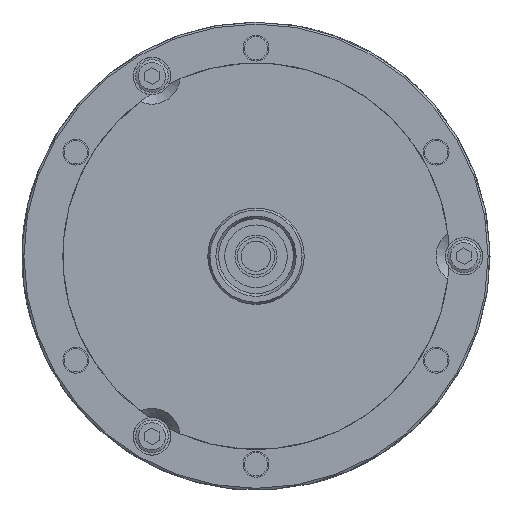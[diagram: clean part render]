
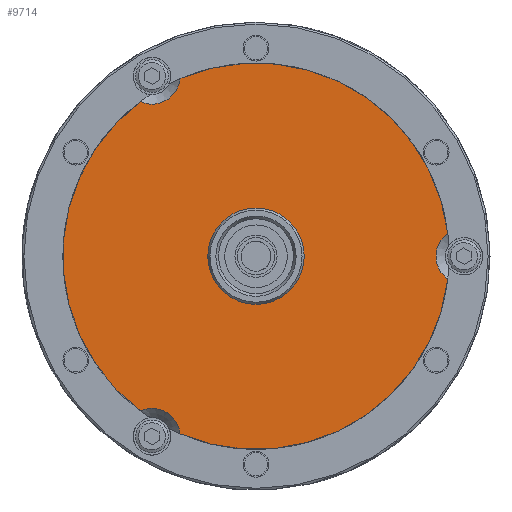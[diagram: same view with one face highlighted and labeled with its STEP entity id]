
A CAD part, left-side view. The second image highlights one B-rep face of the part: STEP entity #9714.
In plain terms, the highlighted planar face has unit normal (-1, 0, 0).
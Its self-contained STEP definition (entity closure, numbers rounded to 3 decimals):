
#392=CIRCLE('',#10473,6.);
#396=CIRCLE('',#10479,6.);
#398=CIRCLE('',#10482,10.3);
#399=CIRCLE('',#10483,6.);
#400=CIRCLE('',#10484,41.275);
#401=CIRCLE('',#10485,41.275);
#402=CIRCLE('',#10486,41.275);
#1551=ORIENTED_EDGE('',*,*,#3837,.T.);
#1552=ORIENTED_EDGE('',*,*,#3838,.F.);
#1553=ORIENTED_EDGE('',*,*,#3839,.F.);
#1554=ORIENTED_EDGE('',*,*,#3828,.F.);
#1555=ORIENTED_EDGE('',*,*,#3840,.F.);
#1556=ORIENTED_EDGE('',*,*,#3834,.F.);
#1557=ORIENTED_EDGE('',*,*,#3841,.F.);
#3828=EDGE_CURVE('',#5006,#5007,#392,.T.);
#3834=EDGE_CURVE('',#5012,#5013,#396,.T.);
#3837=EDGE_CURVE('',#5015,#5015,#398,.T.);
#3838=EDGE_CURVE('',#5016,#5017,#399,.T.);
#3839=EDGE_CURVE('',#5007,#5016,#400,.T.);
#3840=EDGE_CURVE('',#5013,#5006,#401,.T.);
#3841=EDGE_CURVE('',#5017,#5012,#402,.T.);
#5006=VERTEX_POINT('',#15302);
#5007=VERTEX_POINT('',#15304);
#5012=VERTEX_POINT('',#15322);
#5013=VERTEX_POINT('',#15324);
#5015=VERTEX_POINT('',#15333);
#5016=VERTEX_POINT('',#15335);
#5017=VERTEX_POINT('',#15336);
#7469=EDGE_LOOP('',(#1551));
#7470=EDGE_LOOP('',(#1552,#1553,#1554,#1555,#1556,#1557));
#8399=FACE_BOUND('',#7469,.T.);
#8400=FACE_BOUND('',#7470,.T.);
#9288=PLANE('',#10481);
#9714=ADVANCED_FACE('',(#8399,#8400),#9288,.T.);
#10473=AXIS2_PLACEMENT_3D('',#15303,#12224,#12225);
#10479=AXIS2_PLACEMENT_3D('',#15323,#12236,#12237);
#10481=AXIS2_PLACEMENT_3D('',#15331,#12240,#12241);
#10482=AXIS2_PLACEMENT_3D('',#15332,#12242,#12243);
#10483=AXIS2_PLACEMENT_3D('',#15334,#12244,#12245);
#10484=AXIS2_PLACEMENT_3D('',#15337,#12246,#12247);
#10485=AXIS2_PLACEMENT_3D('',#15338,#12248,#12249);
#10486=AXIS2_PLACEMENT_3D('',#15339,#12250,#12251);
#12224=DIRECTION('',(-1.,0.,0.));
#12225=DIRECTION('',(0.,0.,1.));
#12236=DIRECTION('',(-1.,0.,0.));
#12237=DIRECTION('',(0.,0.,1.));
#12240=DIRECTION('',(-1.,0.,0.));
#12241=DIRECTION('',(0.,0.,1.));
#12242=DIRECTION('',(1.,0.,0.));
#12243=DIRECTION('',(0.,0.,-1.));
#12244=DIRECTION('',(-1.,0.,0.));
#12245=DIRECTION('',(0.,0.,1.));
#12246=DIRECTION('',(1.,0.,0.));
#12247=DIRECTION('',(0.,0.,-1.));
#12248=DIRECTION('',(1.,0.,0.));
#12249=DIRECTION('',(0.,0.,-1.));
#12250=DIRECTION('',(1.,0.,0.));
#12251=DIRECTION('',(0.,0.,-1.));
#15302=CARTESIAN_POINT('',(-57.,-40.983,4.897));
#15303=CARTESIAN_POINT('',(-57.,-44.45,0.));
#15304=CARTESIAN_POINT('',(-57.,-40.983,-4.897));
#15322=CARTESIAN_POINT('',(-57.,24.733,33.044));
#15323=CARTESIAN_POINT('',(-57.,22.225,38.495));
#15324=CARTESIAN_POINT('',(-57.,16.251,37.941));
#15331=CARTESIAN_POINT('',(-57.,41.275,0.));
#15332=CARTESIAN_POINT('',(-57.,0.,0.));
#15333=CARTESIAN_POINT('',(-57.,0.,-10.3));
#15334=CARTESIAN_POINT('',(-57.,22.225,-38.495));
#15335=CARTESIAN_POINT('',(-57.,16.251,-37.941));
#15336=CARTESIAN_POINT('',(-57.,24.733,-33.044));
#15337=CARTESIAN_POINT('',(-57.,0.,0.));
#15338=CARTESIAN_POINT('',(-57.,0.,0.));
#15339=CARTESIAN_POINT('',(-57.,0.,0.));
